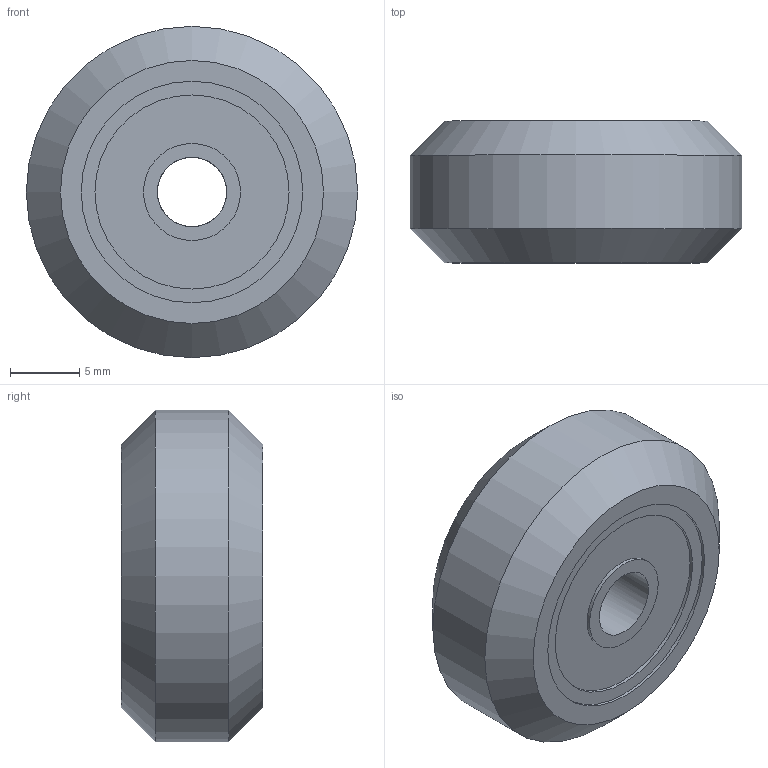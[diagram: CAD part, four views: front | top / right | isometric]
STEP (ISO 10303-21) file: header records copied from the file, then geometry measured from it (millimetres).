
FILE_DESCRIPTION(('FreeCAD Model'),'2;1');
FILE_NAME('Open CASCADE Shape Model','2022-06-16T16:37:17',('Author'),( ''),'Open CASCADE STEP processor 7.4','FreeCAD','Unknown');
FILE_SCHEMA(('AUTOMOTIVE_DESIGN { 1 0 10303 214 1 1 1 1 }'));
Length unit declared in the file: millimetre
Products named in the file (1): vslot-roller
Bounding box: 23.9 x 10.23 x 23.9 mm (x, y, z)
Volume: 3807.4 mm3; surface area: 1859.1 mm2
Topology: 1 solids, 2 shells, 25 faces, 42 edges, 28 vertices
Faces by surface type: cylinder 12, plane 11, cone 2
Full cylindrical faces by diameter (mm): 5 x2, 7 x4, 14 x4, 15.974 x1, 23.9 x1
Entity records: 1364 total; most frequent: CARTESIAN_POINT 266, DIRECTION 180, ORIENTED_EDGE 84, PCURVE 84, DEFINITIONAL_REPRESENTATION 84, LINE 62, VECTOR 62, AXIS2_PLACEMENT_3D 54
